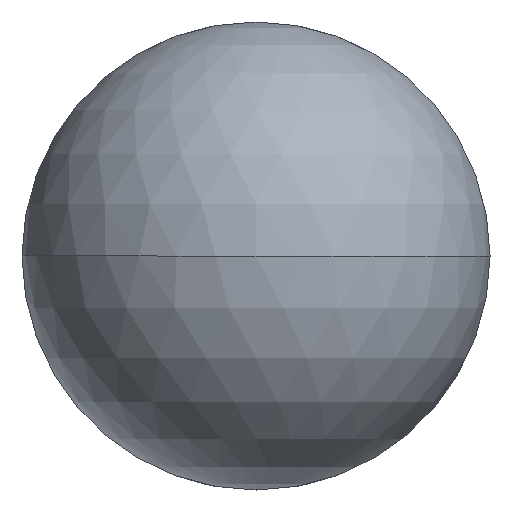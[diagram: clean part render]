
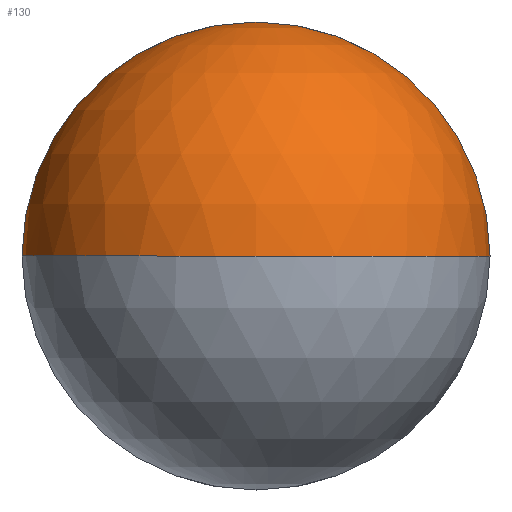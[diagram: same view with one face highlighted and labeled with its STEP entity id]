
A CAD part, front view. The second image highlights one B-rep face of the part: STEP entity #130.
In plain terms, the highlighted spherical face has radius 1.587 mm.
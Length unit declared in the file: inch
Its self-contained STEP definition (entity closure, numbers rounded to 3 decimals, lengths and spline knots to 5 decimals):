
#6 = DIRECTION ( 'NONE',  ( 1., 0., 0. ) ) ;
#10 = CARTESIAN_POINT ( 'NONE',  ( 0., 0.0625, 0. ) ) ;
#18 = DIRECTION ( 'NONE',  ( 0., 0., -1. ) ) ;
#31 = CIRCLE ( 'NONE', #352, 0.0625 ) ;
#34 = CARTESIAN_POINT ( 'NONE',  ( 0., 0.0625, 0.0625 ) ) ;
#53 = EDGE_CURVE ( 'NONE', #242, #164, #345, .T. ) ;
#64 = CARTESIAN_POINT ( 'NONE',  ( 0., 0.0625, 0. ) ) ;
#76 = DIRECTION ( 'NONE',  ( -1., 0., 0. ) ) ;
#90 = CARTESIAN_POINT ( 'NONE',  ( 0., 0., 0. ) ) ;
#100 = DIRECTION ( 'NONE',  ( 0., 0., -1. ) ) ;
#101 = CARTESIAN_POINT ( 'NONE',  ( 0., 0.0625, 0. ) ) ;
#109 = AXIS2_PLACEMENT_3D ( 'NONE', #10, #326, #6 ) ;
#110 = CARTESIAN_POINT ( 'NONE',  ( 0.0625, 0.0625, 0. ) ) ;
#111 = EDGE_CURVE ( 'NONE', #197, #164, #372, .T. ) ;
#118 = DIRECTION ( 'NONE',  ( 0., -1., 0. ) ) ;
#130 = ADVANCED_FACE ( 'NONE', ( #351 ), #209, .T. ) ;
#143 = EDGE_CURVE ( 'NONE', #242, #319, #310, .T. ) ;
#151 = ORIENTED_EDGE ( 'NONE', *, *, #111, .T. ) ;
#164 = VERTEX_POINT ( 'NONE', #90 ) ;
#167 = AXIS2_PLACEMENT_3D ( 'NONE', #64, #183, #237 ) ;
#176 = EDGE_CURVE ( 'NONE', #319, #197, #31, .T. ) ;
#179 = DIRECTION ( 'NONE',  ( 0., 0., -1. ) ) ;
#183 = DIRECTION ( 'NONE',  ( 0., 0., 1. ) ) ;
#197 = VERTEX_POINT ( 'NONE', #304 ) ;
#209 = SPHERICAL_SURFACE ( 'NONE', #109, 0.0625 ) ;
#210 = AXIS2_PLACEMENT_3D ( 'NONE', #356, #118, #179 ) ;
#237 = DIRECTION ( 'NONE',  ( 1., 0., 0. ) ) ;
#242 = VERTEX_POINT ( 'NONE', #110 ) ;
#298 = ORIENTED_EDGE ( 'NONE', *, *, #53, .F. ) ;
#304 = CARTESIAN_POINT ( 'NONE',  ( -0.0625, 0.0625, 0. ) ) ;
#310 = CIRCLE ( 'NONE', #210, 0.0625 ) ;
#319 = VERTEX_POINT ( 'NONE', #34 ) ;
#326 = DIRECTION ( 'NONE',  ( 0., 0., 1. ) ) ;
#345 = CIRCLE ( 'NONE', #371, 0.0625 ) ;
#351 = FACE_OUTER_BOUND ( 'NONE', #357, .T. ) ;
#352 = AXIS2_PLACEMENT_3D ( 'NONE', #101, #364, #18 ) ;
#356 = CARTESIAN_POINT ( 'NONE',  ( 0., 0.0625, 0. ) ) ;
#357 = EDGE_LOOP ( 'NONE', ( #365, #151, #298, #369 ) ) ;
#361 = CARTESIAN_POINT ( 'NONE',  ( 0., 0.0625, 0. ) ) ;
#364 = DIRECTION ( 'NONE',  ( 0., -1., 0. ) ) ;
#365 = ORIENTED_EDGE ( 'NONE', *, *, #176, .T. ) ;
#369 = ORIENTED_EDGE ( 'NONE', *, *, #143, .T. ) ;
#371 = AXIS2_PLACEMENT_3D ( 'NONE', #361, #100, #76 ) ;
#372 = CIRCLE ( 'NONE', #167, 0.0625 ) ;
